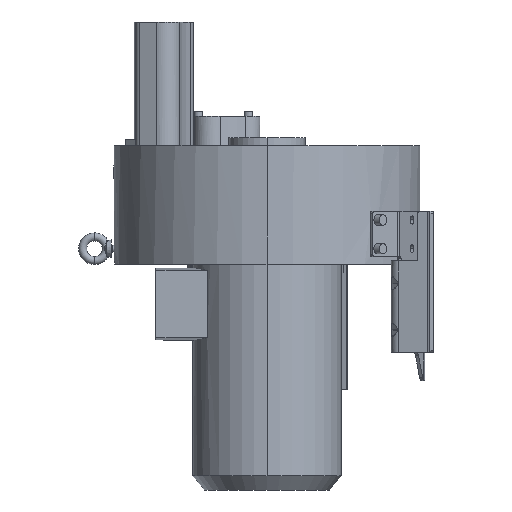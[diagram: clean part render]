
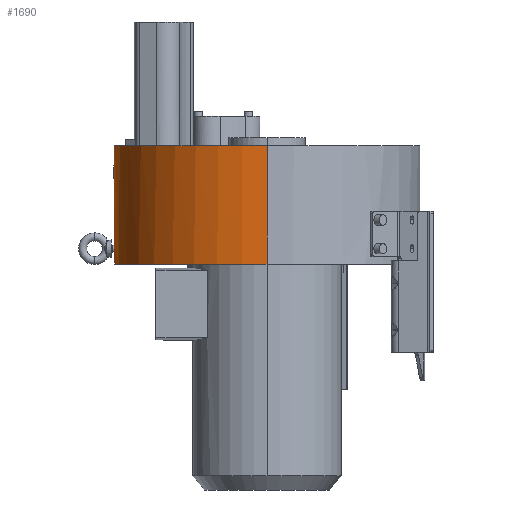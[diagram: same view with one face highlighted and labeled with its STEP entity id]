
A CAD part, left-side view. The second image highlights one B-rep face of the part: STEP entity #1690.
In plain terms, the highlighted cylindrical face has radius 180.95 mm (diameter 361.9 mm), a partial arc.
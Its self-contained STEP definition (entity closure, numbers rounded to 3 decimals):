
#1690=ADVANCED_FACE('',(#2460,#2461),#1984,.T.);
#1984=CYLINDRICAL_SURFACE('',#11692,180.95);
#2239=B_SPLINE_CURVE_WITH_KNOTS('',3,(#19330,#19331,#19332,#19333,#19334,
#19335,#19336,#19337,#19338,#19339,#19340,#19341,#19342,#19343,#19344,#19345,
#19346,#19347,#19348,#19349,#19350,#19351,#19352,#19353,#19354,#19355,#19356,
#19357,#19358,#19359,#19360),.UNSPECIFIED.,.F.,.F.,(4,3,3,3,3,3,3,3,3,3,
4),(0.,0.107,0.215,0.322,0.43,
0.537,0.644,0.752,0.859,0.967,
1.),.UNSPECIFIED.);
#2352=B_SPLINE_CURVE_WITH_KNOTS('',3,(#23445,#23446,#23447,#23448,#23449,
#23450,#23451,#23452,#23453,#23454,#23455,#23456,#23457,#23458,#23459,#23460,
#23461,#23462,#23463,#23464,#23465,#23466,#23467,#23468,#23469,#23470,#23471,
#23472,#23473,#23474,#23475),.UNSPECIFIED.,.F.,.F.,(4,3,3,3,3,3,3,3,3,3,
4),(0.,0.107,0.215,0.322,0.43,
0.537,0.644,0.752,0.859,0.967,
1.),.UNSPECIFIED.);
#2460=FACE_BOUND('',#3125,.T.);
#2461=FACE_BOUND('',#3126,.T.);
#3125=EDGE_LOOP('',(#7565,#7566));
#3126=EDGE_LOOP('',(#7567,#7568,#7569,#7570,#7571,#7572));
#3624=LINE('',#19080,#4298);
#3627=LINE('',#19094,#4301);
#3802=LINE('',#23562,#4476);
#4298=VECTOR('',#13479,1.);
#4301=VECTOR('',#13498,1.);
#4476=VECTOR('',#14355,1.);
#7565=ORIENTED_EDGE('',*,*,#10216,.T.);
#7566=ORIENTED_EDGE('',*,*,#9870,.T.);
#7567=ORIENTED_EDGE('',*,*,#9168,.T.);
#7568=ORIENTED_EDGE('',*,*,#10227,.T.);
#7569=ORIENTED_EDGE('',*,*,#9072,.T.);
#7570=ORIENTED_EDGE('',*,*,#9782,.F.);
#7571=ORIENTED_EDGE('',*,*,#9119,.T.);
#7572=ORIENTED_EDGE('',*,*,#9775,.F.);
#7963=VERTEX_POINT('',#16566);
#7965=VERTEX_POINT('',#16569);
#8005=VERTEX_POINT('',#16712);
#8006=VERTEX_POINT('',#16714);
#8046=VERTEX_POINT('',#16850);
#8047=VERTEX_POINT('',#16852);
#8492=VERTEX_POINT('',#19328);
#8494=VERTEX_POINT('',#19361);
#9072=EDGE_CURVE('',#7965,#7963,#10388,.T.);
#9119=EDGE_CURVE('',#8006,#8005,#10403,.T.);
#9168=EDGE_CURVE('',#8047,#8046,#10412,.T.);
#9775=EDGE_CURVE('',#8047,#8005,#3624,.T.);
#9782=EDGE_CURVE('',#8006,#7963,#3627,.T.);
#9870=EDGE_CURVE('',#8494,#8492,#2239,.T.);
#10216=EDGE_CURVE('',#8492,#8494,#2352,.T.);
#10227=EDGE_CURVE('',#8046,#7965,#3802,.T.);
#10388=CIRCLE('',#10893,180.95);
#10403=CIRCLE('',#10913,180.95);
#10412=CIRCLE('',#10928,180.95);
#10893=AXIS2_PLACEMENT_3D('',#16568,#12282,#12283);
#10913=AXIS2_PLACEMENT_3D('',#16713,#12344,#12345);
#10928=AXIS2_PLACEMENT_3D('',#16851,#12407,#12408);
#11692=AXIS2_PLACEMENT_3D('',#23577,#14358,#14359);
#12282=DIRECTION('',(0.,0.,-1.));
#12283=DIRECTION('',(0.987,0.162,0.));
#12344=DIRECTION('',(0.,0.,-1.));
#12345=DIRECTION('',(0.21,0.978,0.));
#12407=DIRECTION('',(0.,0.,1.));
#12408=DIRECTION('',(0.795,0.606,0.));
#13479=DIRECTION('',(0.,0.,1.));
#13498=DIRECTION('',(0.,0.,1.));
#14355=DIRECTION('',(0.,0.,1.));
#14358=DIRECTION('',(0.,0.,1.));
#14359=DIRECTION('',(-1.,0.,0.));
#16566=CARTESIAN_POINT('',(37.923,176.931,104.93));
#16568=CARTESIAN_POINT('',(0.,0.,104.93));
#16569=CARTESIAN_POINT('',(-180.95,0.,104.93));
#16712=CARTESIAN_POINT('',(143.913,109.69,33.98));
#16713=CARTESIAN_POINT('',(0.,0.,33.98));
#16714=CARTESIAN_POINT('',(37.923,176.931,33.98));
#16850=CARTESIAN_POINT('',(-180.95,0.,-35.13));
#16851=CARTESIAN_POINT('',(0.,0.,-35.13));
#16852=CARTESIAN_POINT('',(143.913,109.69,-35.13));
#19080=CARTESIAN_POINT('',(143.913,109.69,-35.13));
#19094=CARTESIAN_POINT('',(37.923,176.931,33.98));
#19328=CARTESIAN_POINT('',(0.,180.95,-20.955));
#19330=CARTESIAN_POINT('',(0.,180.95,-12.955));
#19331=CARTESIAN_POINT('',(-0.448,180.95,-12.955));
#19332=CARTESIAN_POINT('',(-0.901,180.948,-13.032));
#19333=CARTESIAN_POINT('',(-1.324,180.945,-13.181));
#19334=CARTESIAN_POINT('',(-1.746,180.942,-13.329));
#19335=CARTESIAN_POINT('',(-2.149,180.938,-13.552));
#19336=CARTESIAN_POINT('',(-2.498,180.933,-13.831));
#19337=CARTESIAN_POINT('',(-2.848,180.928,-14.111));
#19338=CARTESIAN_POINT('',(-3.154,180.923,-14.455));
#19339=CARTESIAN_POINT('',(-3.392,180.918,-14.834));
#19340=CARTESIAN_POINT('',(-3.629,180.914,-15.214));
#19341=CARTESIAN_POINT('',(-3.804,180.91,-15.64));
#19342=CARTESIAN_POINT('',(-3.902,180.908,-16.077));
#19343=CARTESIAN_POINT('',(-4.001,180.906,-16.513));
#19344=CARTESIAN_POINT('',(-4.025,180.905,-16.973));
#19345=CARTESIAN_POINT('',(-3.973,180.906,-17.418));
#19346=CARTESIAN_POINT('',(-3.921,180.908,-17.862));
#19347=CARTESIAN_POINT('',(-3.792,180.91,-18.304));
#19348=CARTESIAN_POINT('',(-3.596,180.914,-18.707));
#19349=CARTESIAN_POINT('',(-3.4,180.918,-19.109));
#19350=CARTESIAN_POINT('',(-3.132,180.923,-19.483));
#19351=CARTESIAN_POINT('',(-2.814,180.928,-19.798));
#19352=CARTESIAN_POINT('',(-2.496,180.933,-20.113));
#19353=CARTESIAN_POINT('',(-2.119,180.938,-20.377));
#19354=CARTESIAN_POINT('',(-1.714,180.942,-20.569));
#19355=CARTESIAN_POINT('',(-1.31,180.946,-20.761));
#19356=CARTESIAN_POINT('',(-0.866,180.948,-20.886));
#19357=CARTESIAN_POINT('',(-0.421,180.95,-20.933));
#19358=CARTESIAN_POINT('',(-0.281,180.95,-20.948));
#19359=CARTESIAN_POINT('',(-0.141,180.95,-20.955));
#19360=CARTESIAN_POINT('',(0.,180.95,-20.955));
#19361=CARTESIAN_POINT('',(0.,180.95,-12.955));
#23445=CARTESIAN_POINT('',(0.,180.95,-20.955));
#23446=CARTESIAN_POINT('',(0.448,180.95,-20.955));
#23447=CARTESIAN_POINT('',(0.901,180.948,-20.878));
#23448=CARTESIAN_POINT('',(1.324,180.945,-20.73));
#23449=CARTESIAN_POINT('',(1.746,180.942,-20.582));
#23450=CARTESIAN_POINT('',(2.149,180.938,-20.358));
#23451=CARTESIAN_POINT('',(2.498,180.933,-20.079));
#23452=CARTESIAN_POINT('',(2.848,180.928,-19.799));
#23453=CARTESIAN_POINT('',(3.154,180.923,-19.455));
#23454=CARTESIAN_POINT('',(3.392,180.918,-19.076));
#23455=CARTESIAN_POINT('',(3.629,180.914,-18.696));
#23456=CARTESIAN_POINT('',(3.804,180.91,-18.27));
#23457=CARTESIAN_POINT('',(3.902,180.908,-17.834));
#23458=CARTESIAN_POINT('',(4.001,180.906,-17.397));
#23459=CARTESIAN_POINT('',(4.025,180.905,-16.937));
#23460=CARTESIAN_POINT('',(3.973,180.906,-16.492));
#23461=CARTESIAN_POINT('',(3.921,180.908,-16.048));
#23462=CARTESIAN_POINT('',(3.792,180.91,-15.606));
#23463=CARTESIAN_POINT('',(3.596,180.914,-15.204));
#23464=CARTESIAN_POINT('',(3.4,180.918,-14.801));
#23465=CARTESIAN_POINT('',(3.132,180.923,-14.427));
#23466=CARTESIAN_POINT('',(2.814,180.928,-14.112));
#23467=CARTESIAN_POINT('',(2.496,180.933,-13.797));
#23468=CARTESIAN_POINT('',(2.119,180.938,-13.533));
#23469=CARTESIAN_POINT('',(1.714,180.942,-13.341));
#23470=CARTESIAN_POINT('',(1.31,180.946,-13.149));
#23471=CARTESIAN_POINT('',(0.866,180.948,-13.025));
#23472=CARTESIAN_POINT('',(0.421,180.95,-12.977));
#23473=CARTESIAN_POINT('',(0.281,180.95,-12.963));
#23474=CARTESIAN_POINT('',(0.141,180.95,-12.955));
#23475=CARTESIAN_POINT('',(0.,180.95,-12.955));
#23562=CARTESIAN_POINT('',(-180.95,0.,104.93));
#23577=CARTESIAN_POINT('',(0.,0.,104.93));
